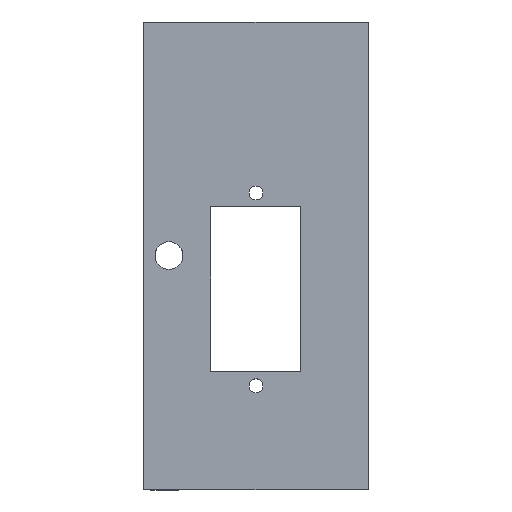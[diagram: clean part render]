
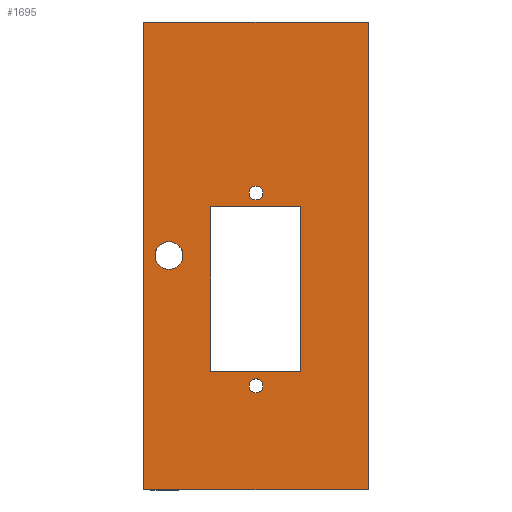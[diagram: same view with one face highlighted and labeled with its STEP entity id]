
A CAD part, top view. The second image highlights one B-rep face of the part: STEP entity #1695.
In plain terms, the highlighted planar face has unit normal (0, 0, 1).
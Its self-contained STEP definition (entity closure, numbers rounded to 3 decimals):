
#42=FACE_BOUND('',#276,.T.);
#43=FACE_BOUND('',#277,.T.);
#44=FACE_BOUND('',#278,.T.);
#45=FACE_BOUND('',#279,.T.);
#82=PLANE('',#1840);
#170=FACE_OUTER_BOUND('',#275,.T.);
#275=EDGE_LOOP('',(#1473,#1474,#1475,#1476));
#276=EDGE_LOOP('',(#1477));
#277=EDGE_LOOP('',(#1478));
#278=EDGE_LOOP('',(#1479));
#279=EDGE_LOOP('',(#1480,#1481,#1482,#1483));
#312=LINE('',#2375,#490);
#447=LINE('',#2886,#625);
#448=LINE('',#2888,#626);
#449=LINE('',#2889,#627);
#450=LINE('',#2894,#628);
#451=LINE('',#2896,#629);
#452=LINE('',#2898,#630);
#453=LINE('',#2899,#631);
#490=VECTOR('',#1897,10.);
#625=VECTOR('',#2252,10.);
#626=VECTOR('',#2253,10.);
#627=VECTOR('',#2254,10.);
#628=VECTOR('',#2257,10.);
#629=VECTOR('',#2258,10.);
#630=VECTOR('',#2259,10.);
#631=VECTOR('',#2260,10.);
#712=CIRCLE('',#1837,1.);
#713=CIRCLE('',#1839,1.);
#714=CIRCLE('',#1841,2.);
#732=VERTEX_POINT('',#2372);
#733=VERTEX_POINT('',#2374);
#857=VERTEX_POINT('',#2877);
#858=VERTEX_POINT('',#2881);
#859=VERTEX_POINT('',#2885);
#860=VERTEX_POINT('',#2887);
#861=VERTEX_POINT('',#2890);
#862=VERTEX_POINT('',#2892);
#863=VERTEX_POINT('',#2893);
#864=VERTEX_POINT('',#2895);
#865=VERTEX_POINT('',#2897);
#892=EDGE_CURVE('',#733,#732,#312,.T.);
#1077=EDGE_CURVE('',#857,#857,#712,.T.);
#1079=EDGE_CURVE('',#858,#858,#713,.T.);
#1081=EDGE_CURVE('',#732,#859,#447,.T.);
#1082=EDGE_CURVE('',#859,#860,#448,.T.);
#1083=EDGE_CURVE('',#860,#733,#449,.T.);
#1084=EDGE_CURVE('',#861,#861,#714,.T.);
#1085=EDGE_CURVE('',#862,#863,#450,.T.);
#1086=EDGE_CURVE('',#863,#864,#451,.T.);
#1087=EDGE_CURVE('',#864,#865,#452,.T.);
#1088=EDGE_CURVE('',#865,#862,#453,.T.);
#1473=ORIENTED_EDGE('',*,*,#1081,.T.);
#1474=ORIENTED_EDGE('',*,*,#1082,.T.);
#1475=ORIENTED_EDGE('',*,*,#1083,.T.);
#1476=ORIENTED_EDGE('',*,*,#892,.T.);
#1477=ORIENTED_EDGE('',*,*,#1077,.T.);
#1478=ORIENTED_EDGE('',*,*,#1079,.T.);
#1479=ORIENTED_EDGE('',*,*,#1084,.T.);
#1480=ORIENTED_EDGE('',*,*,#1085,.T.);
#1481=ORIENTED_EDGE('',*,*,#1086,.T.);
#1482=ORIENTED_EDGE('',*,*,#1087,.T.);
#1483=ORIENTED_EDGE('',*,*,#1088,.T.);
#1695=ADVANCED_FACE('',(#170,#42,#43,#44,#45),#82,.F.);
#1837=AXIS2_PLACEMENT_3D('',#2878,#2242,#2243);
#1839=AXIS2_PLACEMENT_3D('',#2882,#2247,#2248);
#1840=AXIS2_PLACEMENT_3D('',#2884,#2250,#2251);
#1841=AXIS2_PLACEMENT_3D('',#2891,#2255,#2256);
#1897=DIRECTION('',(1.,0.,0.));
#2242=DIRECTION('center_axis',(0.,0.,-1.));
#2243=DIRECTION('ref_axis',(-1.,0.,0.));
#2247=DIRECTION('center_axis',(0.,0.,-1.));
#2248=DIRECTION('ref_axis',(-1.,0.,0.));
#2250=DIRECTION('center_axis',(0.,0.,-1.));
#2251=DIRECTION('ref_axis',(-1.,0.,0.));
#2252=DIRECTION('',(0.,1.,0.));
#2253=DIRECTION('',(-1.,0.,0.));
#2254=DIRECTION('',(0.,-1.,0.));
#2255=DIRECTION('center_axis',(0.,0.,-1.));
#2256=DIRECTION('ref_axis',(-1.,0.,0.));
#2257=DIRECTION('',(1.,0.,0.));
#2258=DIRECTION('',(0.,-1.,0.));
#2259=DIRECTION('',(-1.,0.,0.));
#2260=DIRECTION('',(0.,1.,0.));
#2372=CARTESIAN_POINT('',(16.1,-33.6,28.99));
#2374=CARTESIAN_POINT('',(-16.1,-33.6,28.99));
#2375=CARTESIAN_POINT('',(8.05,-33.6,28.99));
#2877=CARTESIAN_POINT('',(1.002,9.038,28.99));
#2878=CARTESIAN_POINT('Origin',(0.002,9.038,28.99));
#2881=CARTESIAN_POINT('',(1.002,-18.662,28.99));
#2882=CARTESIAN_POINT('Origin',(0.002,-18.662,28.99));
#2884=CARTESIAN_POINT('Origin',(0.,0.,28.99));
#2885=CARTESIAN_POINT('',(16.1,33.6,28.99));
#2886=CARTESIAN_POINT('',(16.1,16.8,28.99));
#2887=CARTESIAN_POINT('',(-16.1,33.6,28.99));
#2888=CARTESIAN_POINT('',(-8.05,33.6,28.99));
#2889=CARTESIAN_POINT('',(-16.1,-16.8,28.99));
#2890=CARTESIAN_POINT('',(-10.494,0.049,28.99));
#2891=CARTESIAN_POINT('Origin',(-12.494,0.049,28.99));
#2892=CARTESIAN_POINT('',(-6.475,7.076,28.99));
#2893=CARTESIAN_POINT('',(6.453,7.076,28.99));
#2894=CARTESIAN_POINT('',(3.227,7.076,28.99));
#2895=CARTESIAN_POINT('',(6.453,-16.592,28.99));
#2896=CARTESIAN_POINT('',(6.453,2.876,28.99));
#2897=CARTESIAN_POINT('',(-6.475,-16.592,28.99));
#2898=CARTESIAN_POINT('',(-6.475,-16.592,28.99));
#2899=CARTESIAN_POINT('',(-6.475,-17.499,28.99));
